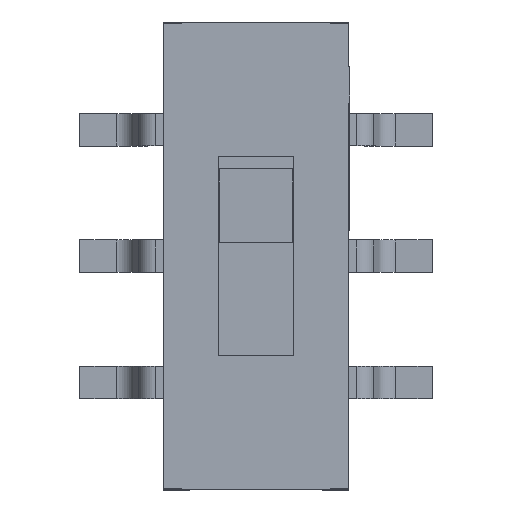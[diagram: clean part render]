
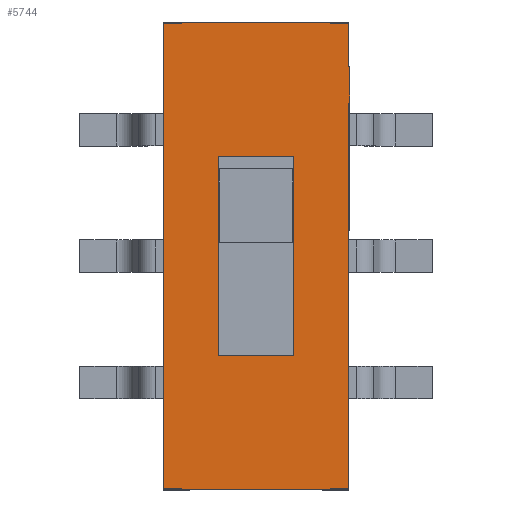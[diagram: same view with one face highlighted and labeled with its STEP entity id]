
A CAD part, top view. The second image highlights one B-rep face of the part: STEP entity #5744.
In plain terms, the highlighted planar face has unit normal (0, 0, 1).
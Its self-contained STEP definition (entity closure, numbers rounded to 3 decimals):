
#248=FACE_BOUND('',#968,.T.);
#633=FACE_OUTER_BOUND('',#967,.T.);
#967=EDGE_LOOP('',(#4803,#4804,#4805,#4806,#4807,#4808,#4809,#4810,#4811,
#4812,#4813,#4814,#4815,#4816,#4817,#4818));
#968=EDGE_LOOP('',(#4819,#4820,#4821,#4822));
#1367=LINE('',#9425,#2027);
#1379=LINE('',#9449,#2039);
#1563=LINE('',#9913,#2223);
#1575=LINE('',#9930,#2235);
#1576=LINE('',#9932,#2236);
#1577=LINE('',#9934,#2237);
#1578=LINE('',#9936,#2238);
#1579=LINE('',#9938,#2239);
#1580=LINE('',#9939,#2240);
#1581=LINE('',#9941,#2241);
#1582=LINE('',#9943,#2242);
#1583=LINE('',#9944,#2243);
#1584=LINE('',#9946,#2244);
#1585=LINE('',#9948,#2245);
#1586=LINE('',#9950,#2246);
#1587=LINE('',#9951,#2247);
#1588=LINE('',#9954,#2248);
#1589=LINE('',#9956,#2249);
#1590=LINE('',#9958,#2250);
#1591=LINE('',#9959,#2251);
#2027=VECTOR('',#6768,1000.);
#2039=VECTOR('',#6780,1000.);
#2223=VECTOR('',#7198,1000.);
#2235=VECTOR('',#7212,1000.);
#2236=VECTOR('',#7213,1000.);
#2237=VECTOR('',#7214,1000.);
#2238=VECTOR('',#7215,1000.);
#2239=VECTOR('',#7216,1000.);
#2240=VECTOR('',#7217,1000.);
#2241=VECTOR('',#7218,1000.);
#2242=VECTOR('',#7219,1000.);
#2243=VECTOR('',#7220,1000.);
#2244=VECTOR('',#7221,1000.);
#2245=VECTOR('',#7222,1000.);
#2246=VECTOR('',#7223,1000.);
#2247=VECTOR('',#7224,1000.);
#2248=VECTOR('',#7225,1000.);
#2249=VECTOR('',#7226,1000.);
#2250=VECTOR('',#7227,1000.);
#2251=VECTOR('',#7228,1000.);
#2633=VERTEX_POINT('',#9422);
#2634=VERTEX_POINT('',#9424);
#2645=VERTEX_POINT('',#9446);
#2646=VERTEX_POINT('',#9448);
#2808=VERTEX_POINT('',#9910);
#2809=VERTEX_POINT('',#9912);
#2813=VERTEX_POINT('',#9929);
#2814=VERTEX_POINT('',#9931);
#2815=VERTEX_POINT('',#9933);
#2816=VERTEX_POINT('',#9935);
#2817=VERTEX_POINT('',#9937);
#2818=VERTEX_POINT('',#9940);
#2819=VERTEX_POINT('',#9942);
#2820=VERTEX_POINT('',#9945);
#2821=VERTEX_POINT('',#9947);
#2822=VERTEX_POINT('',#9949);
#2823=VERTEX_POINT('',#9952);
#2824=VERTEX_POINT('',#9953);
#2825=VERTEX_POINT('',#9955);
#2826=VERTEX_POINT('',#9957);
#3289=EDGE_CURVE('',#2633,#2634,#1367,.T.);
#3301=EDGE_CURVE('',#2645,#2646,#1379,.T.);
#3533=EDGE_CURVE('',#2808,#2809,#1563,.T.);
#3545=EDGE_CURVE('',#2809,#2813,#1575,.T.);
#3546=EDGE_CURVE('',#2814,#2808,#1576,.T.);
#3547=EDGE_CURVE('',#2815,#2814,#1577,.T.);
#3548=EDGE_CURVE('',#2815,#2816,#1578,.T.);
#3549=EDGE_CURVE('',#2816,#2817,#1579,.T.);
#3550=EDGE_CURVE('',#2634,#2817,#1580,.T.);
#3551=EDGE_CURVE('',#2818,#2633,#1581,.T.);
#3552=EDGE_CURVE('',#2819,#2818,#1582,.T.);
#3553=EDGE_CURVE('',#2819,#2646,#1583,.T.);
#3554=EDGE_CURVE('',#2820,#2645,#1584,.T.);
#3555=EDGE_CURVE('',#2821,#2820,#1585,.T.);
#3556=EDGE_CURVE('',#2821,#2822,#1586,.T.);
#3557=EDGE_CURVE('',#2822,#2813,#1587,.T.);
#3558=EDGE_CURVE('',#2823,#2824,#1588,.T.);
#3559=EDGE_CURVE('',#2824,#2825,#1589,.T.);
#3560=EDGE_CURVE('',#2825,#2826,#1590,.T.);
#3561=EDGE_CURVE('',#2826,#2823,#1591,.T.);
#4803=ORIENTED_EDGE('',*,*,#3545,.F.);
#4804=ORIENTED_EDGE('',*,*,#3533,.F.);
#4805=ORIENTED_EDGE('',*,*,#3546,.F.);
#4806=ORIENTED_EDGE('',*,*,#3547,.F.);
#4807=ORIENTED_EDGE('',*,*,#3548,.T.);
#4808=ORIENTED_EDGE('',*,*,#3549,.T.);
#4809=ORIENTED_EDGE('',*,*,#3550,.F.);
#4810=ORIENTED_EDGE('',*,*,#3289,.F.);
#4811=ORIENTED_EDGE('',*,*,#3551,.F.);
#4812=ORIENTED_EDGE('',*,*,#3552,.F.);
#4813=ORIENTED_EDGE('',*,*,#3553,.T.);
#4814=ORIENTED_EDGE('',*,*,#3301,.F.);
#4815=ORIENTED_EDGE('',*,*,#3554,.F.);
#4816=ORIENTED_EDGE('',*,*,#3555,.F.);
#4817=ORIENTED_EDGE('',*,*,#3556,.T.);
#4818=ORIENTED_EDGE('',*,*,#3557,.T.);
#4819=ORIENTED_EDGE('',*,*,#3558,.T.);
#4820=ORIENTED_EDGE('',*,*,#3559,.T.);
#4821=ORIENTED_EDGE('',*,*,#3560,.T.);
#4822=ORIENTED_EDGE('',*,*,#3561,.T.);
#5428=PLANE('',#6104);
#5744=ADVANCED_FACE('',(#633,#248),#5428,.F.);
#6104=AXIS2_PLACEMENT_3D('',#9928,#7210,#7211);
#6768=DIRECTION('',(0.,-1.,0.));
#6780=DIRECTION('',(0.,-1.,0.));
#7198=DIRECTION('',(0.,1.,0.));
#7210=DIRECTION('center_axis',(0.,0.,
-1.));
#7211=DIRECTION('ref_axis',(0.,-1.,0.));
#7212=DIRECTION('',(1.,0.,0.));
#7213=DIRECTION('',(-1.,0.,0.));
#7214=DIRECTION('',(0.,1.,0.));
#7215=DIRECTION('',(1.,0.,0.));
#7216=DIRECTION('',(0.,1.,0.));
#7217=DIRECTION('',(-1.,0.,0.));
#7218=DIRECTION('',(-1.,0.,0.));
#7219=DIRECTION('',(0.,-1.,0.));
#7220=DIRECTION('',(-1.,0.,0.));
#7221=DIRECTION('',(1.,0.,0.));
#7222=DIRECTION('',(0.,-1.,0.));
#7223=DIRECTION('',(-1.,0.,0.));
#7224=DIRECTION('',(0.,-1.,0.));
#7225=DIRECTION('',(-1.,0.,0.));
#7226=DIRECTION('',(0.,1.,0.));
#7227=DIRECTION('',(1.,0.,0.));
#7228=DIRECTION('',(0.,-1.,0.));
#9422=CARTESIAN_POINT('',(1.816,2.996,3.454));
#9424=CARTESIAN_POINT('',(1.816,-4.559,3.454));
#9425=CARTESIAN_POINT('',(1.816,4.559,3.454));
#9446=CARTESIAN_POINT('',(1.816,4.559,3.454));
#9448=CARTESIAN_POINT('',(1.816,3.707,3.454));
#9449=CARTESIAN_POINT('',(1.816,4.559,3.454));
#9910=CARTESIAN_POINT('',(-1.816,-4.559,3.454));
#9912=CARTESIAN_POINT('',(-1.816,4.559,3.454));
#9913=CARTESIAN_POINT('',(-1.816,-4.559,3.454));
#9928=CARTESIAN_POINT('Origin',(0.,0.,
3.454));
#9929=CARTESIAN_POINT('',(-1.461,4.559,3.454));
#9930=CARTESIAN_POINT('',(-1.816,4.559,3.454));
#9931=CARTESIAN_POINT('',(-1.461,-4.559,3.454));
#9932=CARTESIAN_POINT('',(1.816,-4.559,3.454));
#9933=CARTESIAN_POINT('',(-1.461,-4.585,3.454));
#9934=CARTESIAN_POINT('',(-1.461,-4.585,3.454));
#9935=CARTESIAN_POINT('',(1.461,-4.585,3.454));
#9936=CARTESIAN_POINT('',(-1.461,-4.585,3.454));
#9937=CARTESIAN_POINT('',(1.461,-4.559,3.454));
#9938=CARTESIAN_POINT('',(1.461,-4.585,3.454));
#9939=CARTESIAN_POINT('',(1.816,-4.559,3.454));
#9940=CARTESIAN_POINT('',(1.842,2.996,3.454));
#9941=CARTESIAN_POINT('',(1.842,2.996,3.454));
#9942=CARTESIAN_POINT('',(1.842,3.707,3.454));
#9943=CARTESIAN_POINT('',(1.842,3.707,3.454));
#9944=CARTESIAN_POINT('',(1.842,3.707,3.454));
#9945=CARTESIAN_POINT('',(1.461,4.559,3.454));
#9946=CARTESIAN_POINT('',(-1.816,4.559,3.454));
#9947=CARTESIAN_POINT('',(1.461,4.585,3.454));
#9948=CARTESIAN_POINT('',(1.461,4.585,3.454));
#9949=CARTESIAN_POINT('',(-1.461,4.585,3.454));
#9950=CARTESIAN_POINT('',(1.461,4.585,3.454));
#9951=CARTESIAN_POINT('',(-1.461,4.585,3.454));
#9952=CARTESIAN_POINT('',(0.737,-1.956,3.454));
#9953=CARTESIAN_POINT('',(-0.737,-1.956,3.454));
#9954=CARTESIAN_POINT('',(0.737,-1.956,3.454));
#9955=CARTESIAN_POINT('',(-0.737,1.956,3.454));
#9956=CARTESIAN_POINT('',(-0.737,-1.956,3.454));
#9957=CARTESIAN_POINT('',(0.737,1.956,3.454));
#9958=CARTESIAN_POINT('',(-0.737,1.956,3.454));
#9959=CARTESIAN_POINT('',(0.737,1.956,3.454));
